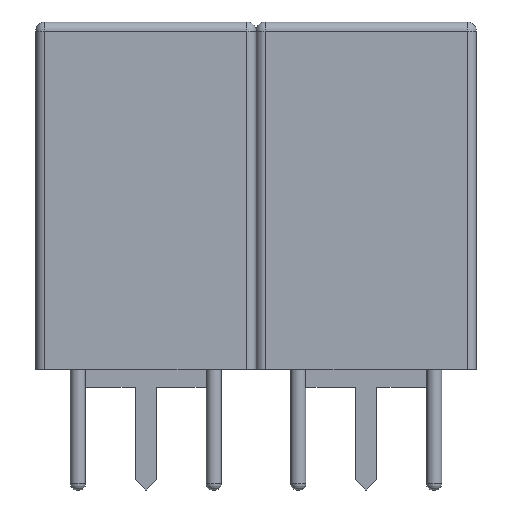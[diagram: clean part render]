
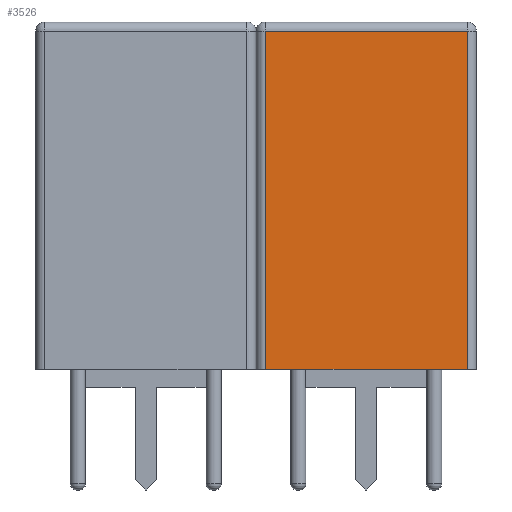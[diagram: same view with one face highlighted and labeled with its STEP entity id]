
A CAD part, left-side view. The second image highlights one B-rep face of the part: STEP entity #3526.
In plain terms, the highlighted planar face has unit normal (-1, 0, 0).
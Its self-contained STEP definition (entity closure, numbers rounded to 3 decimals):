
#1547 = PLANE('',#1548);
#1548 = AXIS2_PLACEMENT_3D('',#1549,#1550,#1551);
#1549 = CARTESIAN_POINT('',(-3.35,3.35,0.));
#1550 = DIRECTION('',(0.,0.,1.));
#1551 = DIRECTION('',(1.,0.,0.));
#1872 = PLANE('',#1873);
#1873 = AXIS2_PLACEMENT_3D('',#1874,#1875,#1876);
#1874 = CARTESIAN_POINT('',(-3.35,3.35,0.));
#1875 = DIRECTION('',(0.,0.,1.));
#1876 = DIRECTION('',(1.,0.,0.));
#2061 = CYLINDRICAL_SURFACE('',#2062,0.3);
#2062 = AXIS2_PLACEMENT_3D('',#2063,#2064,#2065);
#2063 = CARTESIAN_POINT('',(-3.35,3.35,0.));
#2064 = DIRECTION('',(0.,0.,1.));
#2065 = DIRECTION('',(1.,0.,0.));
#2287 = CYLINDRICAL_SURFACE('',#2288,0.3);
#2288 = AXIS2_PLACEMENT_3D('',#2289,#2290,#2291);
#2289 = CARTESIAN_POINT('',(-3.35,-3.35,11.2));
#2290 = DIRECTION('',(0.,1.,0.));
#2291 = DIRECTION('',(0.,0.,-1.));
#2480 = CYLINDRICAL_SURFACE('',#2481,0.3);
#2481 = AXIS2_PLACEMENT_3D('',#2482,#2483,#2484);
#2482 = CARTESIAN_POINT('',(-3.35,-3.35,0.));
#2483 = DIRECTION('',(0.,0.,1.));
#2484 = DIRECTION('',(1.,0.,0.));
#2665 = VERTEX_POINT('',#2666);
#2666 = CARTESIAN_POINT('',(-3.65,2.,0.));
#2739 = VERTEX_POINT('',#2740);
#2740 = CARTESIAN_POINT('',(-3.65,3.35,0.));
#2762 = EDGE_CURVE('',#2665,#2739,#2763,.T.);
#2763 = SURFACE_CURVE('',#2764,(#2768,#2775),.PCURVE_S1.);
#2764 = LINE('',#2765,#2766);
#2765 = CARTESIAN_POINT('',(-3.65,-3.35,0.));
#2766 = VECTOR('',#2767,1.);
#2767 = DIRECTION('',(0.,1.,0.));
#2768 = PCURVE('',#1547,#2769);
#2769 = DEFINITIONAL_REPRESENTATION('',(#2770),#2774);
#2770 = LINE('',#2771,#2772);
#2771 = CARTESIAN_POINT('',(-0.3,-6.7));
#2772 = VECTOR('',#2773,1.);
#2773 = DIRECTION('',(0.,1.));
#2774 = ( GEOMETRIC_REPRESENTATION_CONTEXT(2) 
PARAMETRIC_REPRESENTATION_CONTEXT() REPRESENTATION_CONTEXT('2D SPACE',''
  ) );
#2775 = PCURVE('',#2776,#2781);
#2776 = PLANE('',#2777);
#2777 = AXIS2_PLACEMENT_3D('',#2778,#2779,#2780);
#2778 = CARTESIAN_POINT('',(-3.65,-3.35,0.));
#2779 = DIRECTION('',(-1.,0.,0.));
#2780 = DIRECTION('',(0.,1.,0.));
#2781 = DEFINITIONAL_REPRESENTATION('',(#2782),#2786);
#2782 = LINE('',#2783,#2784);
#2783 = CARTESIAN_POINT('',(0.,0.));
#2784 = VECTOR('',#2785,1.);
#2785 = DIRECTION('',(1.,0.));
#2786 = ( GEOMETRIC_REPRESENTATION_CONTEXT(2) 
PARAMETRIC_REPRESENTATION_CONTEXT() REPRESENTATION_CONTEXT('2D SPACE',''
  ) );
#3067 = VERTEX_POINT('',#3068);
#3068 = CARTESIAN_POINT('',(-3.65,-2.,0.));
#3094 = EDGE_CURVE('',#3095,#3067,#3097,.T.);
#3095 = VERTEX_POINT('',#3096);
#3096 = CARTESIAN_POINT('',(-3.65,-3.35,0.));
#3097 = SURFACE_CURVE('',#3098,(#3102,#3109),.PCURVE_S1.);
#3098 = LINE('',#3099,#3100);
#3099 = CARTESIAN_POINT('',(-3.65,-3.35,0.));
#3100 = VECTOR('',#3101,1.);
#3101 = DIRECTION('',(0.,1.,0.));
#3102 = PCURVE('',#1872,#3103);
#3103 = DEFINITIONAL_REPRESENTATION('',(#3104),#3108);
#3104 = LINE('',#3105,#3106);
#3105 = CARTESIAN_POINT('',(-0.3,-6.7));
#3106 = VECTOR('',#3107,1.);
#3107 = DIRECTION('',(0.,1.));
#3108 = ( GEOMETRIC_REPRESENTATION_CONTEXT(2) 
PARAMETRIC_REPRESENTATION_CONTEXT() REPRESENTATION_CONTEXT('2D SPACE',''
  ) );
#3109 = PCURVE('',#2776,#3110);
#3110 = DEFINITIONAL_REPRESENTATION('',(#3111),#3115);
#3111 = LINE('',#3112,#3113);
#3112 = CARTESIAN_POINT('',(0.,0.));
#3113 = VECTOR('',#3114,1.);
#3114 = DIRECTION('',(1.,0.));
#3115 = ( GEOMETRIC_REPRESENTATION_CONTEXT(2) 
PARAMETRIC_REPRESENTATION_CONTEXT() REPRESENTATION_CONTEXT('2D SPACE',''
  ) );
#3155 = EDGE_CURVE('',#2739,#3156,#3158,.T.);
#3156 = VERTEX_POINT('',#3157);
#3157 = CARTESIAN_POINT('',(-3.65,3.35,11.2));
#3158 = SURFACE_CURVE('',#3159,(#3163,#3170),.PCURVE_S1.);
#3159 = LINE('',#3160,#3161);
#3160 = CARTESIAN_POINT('',(-3.65,3.35,0.));
#3161 = VECTOR('',#3162,1.);
#3162 = DIRECTION('',(0.,0.,1.));
#3163 = PCURVE('',#2061,#3164);
#3164 = DEFINITIONAL_REPRESENTATION('',(#3165),#3169);
#3165 = LINE('',#3166,#3167);
#3166 = CARTESIAN_POINT('',(3.142,0.));
#3167 = VECTOR('',#3168,1.);
#3168 = DIRECTION('',(0.,1.));
#3169 = ( GEOMETRIC_REPRESENTATION_CONTEXT(2) 
PARAMETRIC_REPRESENTATION_CONTEXT() REPRESENTATION_CONTEXT('2D SPACE',''
  ) );
#3170 = PCURVE('',#2776,#3171);
#3171 = DEFINITIONAL_REPRESENTATION('',(#3172),#3176);
#3172 = LINE('',#3173,#3174);
#3173 = CARTESIAN_POINT('',(6.7,0.));
#3174 = VECTOR('',#3175,1.);
#3175 = DIRECTION('',(0.,-1.));
#3176 = ( GEOMETRIC_REPRESENTATION_CONTEXT(2) 
PARAMETRIC_REPRESENTATION_CONTEXT() REPRESENTATION_CONTEXT('2D SPACE',''
  ) );
#3252 = EDGE_CURVE('',#3253,#3156,#3255,.T.);
#3253 = VERTEX_POINT('',#3254);
#3254 = CARTESIAN_POINT('',(-3.65,-3.35,11.2));
#3255 = SURFACE_CURVE('',#3256,(#3260,#3267),.PCURVE_S1.);
#3256 = LINE('',#3257,#3258);
#3257 = CARTESIAN_POINT('',(-3.65,-3.35,11.2));
#3258 = VECTOR('',#3259,1.);
#3259 = DIRECTION('',(0.,1.,0.));
#3260 = PCURVE('',#2287,#3261);
#3261 = DEFINITIONAL_REPRESENTATION('',(#3262),#3266);
#3262 = LINE('',#3263,#3264);
#3263 = CARTESIAN_POINT('',(1.571,0.));
#3264 = VECTOR('',#3265,1.);
#3265 = DIRECTION('',(0.,1.));
#3266 = ( GEOMETRIC_REPRESENTATION_CONTEXT(2) 
PARAMETRIC_REPRESENTATION_CONTEXT() REPRESENTATION_CONTEXT('2D SPACE',''
  ) );
#3267 = PCURVE('',#2776,#3268);
#3268 = DEFINITIONAL_REPRESENTATION('',(#3269),#3273);
#3269 = LINE('',#3270,#3271);
#3270 = CARTESIAN_POINT('',(0.,-11.2));
#3271 = VECTOR('',#3272,1.);
#3272 = DIRECTION('',(1.,0.));
#3273 = ( GEOMETRIC_REPRESENTATION_CONTEXT(2) 
PARAMETRIC_REPRESENTATION_CONTEXT() REPRESENTATION_CONTEXT('2D SPACE',''
  ) );
#3402 = EDGE_CURVE('',#3095,#3253,#3403,.T.);
#3403 = SURFACE_CURVE('',#3404,(#3408,#3415),.PCURVE_S1.);
#3404 = LINE('',#3405,#3406);
#3405 = CARTESIAN_POINT('',(-3.65,-3.35,0.));
#3406 = VECTOR('',#3407,1.);
#3407 = DIRECTION('',(0.,0.,1.));
#3408 = PCURVE('',#2480,#3409);
#3409 = DEFINITIONAL_REPRESENTATION('',(#3410),#3414);
#3410 = LINE('',#3411,#3412);
#3411 = CARTESIAN_POINT('',(-3.142,0.));
#3412 = VECTOR('',#3413,1.);
#3413 = DIRECTION('',(-0.,1.));
#3414 = ( GEOMETRIC_REPRESENTATION_CONTEXT(2) 
PARAMETRIC_REPRESENTATION_CONTEXT() REPRESENTATION_CONTEXT('2D SPACE',''
  ) );
#3415 = PCURVE('',#2776,#3416);
#3416 = DEFINITIONAL_REPRESENTATION('',(#3417),#3421);
#3417 = LINE('',#3418,#3419);
#3418 = CARTESIAN_POINT('',(0.,0.));
#3419 = VECTOR('',#3420,1.);
#3420 = DIRECTION('',(0.,-1.));
#3421 = ( GEOMETRIC_REPRESENTATION_CONTEXT(2) 
PARAMETRIC_REPRESENTATION_CONTEXT() REPRESENTATION_CONTEXT('2D SPACE',''
  ) );
#3515 = PLANE('',#3516);
#3516 = AXIS2_PLACEMENT_3D('',#3517,#3518,#3519);
#3517 = CARTESIAN_POINT('',(-3.65,-2.,0.));
#3518 = DIRECTION('',(-1.,0.,0.));
#3519 = DIRECTION('',(0.,0.,-1.));
#3526 = ADVANCED_FACE('',(#3527),#2776,.T.);
#3527 = FACE_BOUND('',#3528,.T.);
#3528 = EDGE_LOOP('',(#3529,#3530,#3531,#3532,#3533,#3534));
#3529 = ORIENTED_EDGE('',*,*,#3094,.F.);
#3530 = ORIENTED_EDGE('',*,*,#3402,.T.);
#3531 = ORIENTED_EDGE('',*,*,#3252,.T.);
#3532 = ORIENTED_EDGE('',*,*,#3155,.F.);
#3533 = ORIENTED_EDGE('',*,*,#2762,.F.);
#3534 = ORIENTED_EDGE('',*,*,#3535,.F.);
#3535 = EDGE_CURVE('',#3067,#2665,#3536,.T.);
#3536 = SURFACE_CURVE('',#3537,(#3541,#3548),.PCURVE_S1.);
#3537 = LINE('',#3538,#3539);
#3538 = CARTESIAN_POINT('',(-3.65,-3.35,0.));
#3539 = VECTOR('',#3540,1.);
#3540 = DIRECTION('',(0.,1.,0.));
#3541 = PCURVE('',#2776,#3542);
#3542 = DEFINITIONAL_REPRESENTATION('',(#3543),#3547);
#3543 = LINE('',#3544,#3545);
#3544 = CARTESIAN_POINT('',(0.,0.));
#3545 = VECTOR('',#3546,1.);
#3546 = DIRECTION('',(1.,0.));
#3547 = ( GEOMETRIC_REPRESENTATION_CONTEXT(2) 
PARAMETRIC_REPRESENTATION_CONTEXT() REPRESENTATION_CONTEXT('2D SPACE',''
  ) );
#3548 = PCURVE('',#3515,#3549);
#3549 = DEFINITIONAL_REPRESENTATION('',(#3550),#3554);
#3550 = LINE('',#3551,#3552);
#3551 = CARTESIAN_POINT('',(0.,1.35));
#3552 = VECTOR('',#3553,1.);
#3553 = DIRECTION('',(0.,-1.));
#3554 = ( GEOMETRIC_REPRESENTATION_CONTEXT(2) 
PARAMETRIC_REPRESENTATION_CONTEXT() REPRESENTATION_CONTEXT('2D SPACE',''
  ) );
